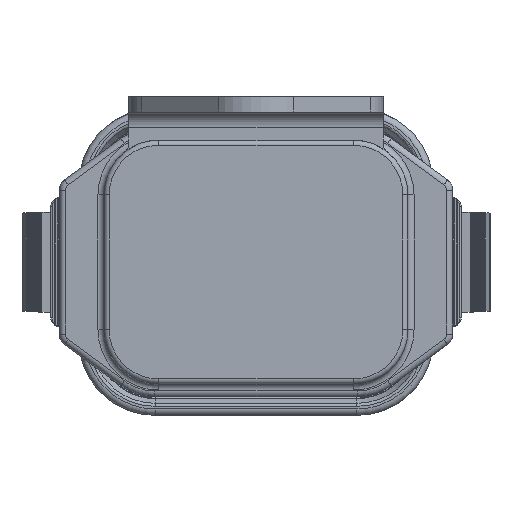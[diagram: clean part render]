
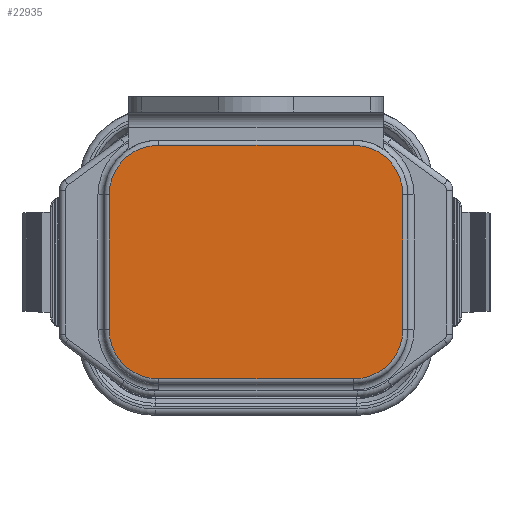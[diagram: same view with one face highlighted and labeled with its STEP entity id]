
A CAD part, front view. The second image highlights one B-rep face of the part: STEP entity #22935.
In plain terms, the highlighted planar face has unit normal (0, -1, 0).
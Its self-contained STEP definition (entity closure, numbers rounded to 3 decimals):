
#3799=DIRECTION('',(0.,0.,1.));
#3800=VECTOR('',#3799,15.7);
#3801=CARTESIAN_POINT('',(17.1,0.2,-7.85));
#3802=LINE('',#3801,#3800);
#3853=DIRECTION('',(1.,0.,0.));
#3854=VECTOR('',#3853,22.7);
#3855=CARTESIAN_POINT('',(-11.35,0.2,-13.6));
#3856=LINE('',#3855,#3854);
#3907=DIRECTION('',(0.,0.,-1.));
#3908=VECTOR('',#3907,15.7);
#3909=CARTESIAN_POINT('',(-17.1,0.2,7.85));
#3910=LINE('',#3909,#3908);
#4075=CARTESIAN_POINT('',(11.35,0.2,-7.85));
#4076=DIRECTION('',(0.,1.,0.));
#4077=DIRECTION('',(1.,0.,0.));
#4078=AXIS2_PLACEMENT_3D('',#4075,#4076,#4077);
#4080=CARTESIAN_POINT('',(-11.35,0.2,-7.85));
#4081=DIRECTION('',(0.,1.,0.));
#4082=DIRECTION('',(0.,0.,-1.));
#4083=AXIS2_PLACEMENT_3D('',#4080,#4081,#4082);
#4085=CARTESIAN_POINT('',(-11.35,0.2,7.85));
#4086=DIRECTION('',(0.,1.,0.));
#4087=DIRECTION('',(-1.,0.,0.));
#4088=AXIS2_PLACEMENT_3D('',#4085,#4086,#4087);
#4090=CARTESIAN_POINT('',(11.35,0.2,7.85));
#4091=DIRECTION('',(0.,1.,0.));
#4092=DIRECTION('',(0.,0.,1.));
#4093=AXIS2_PLACEMENT_3D('',#4090,#4091,#4092);
#4099=DIRECTION('',(-1.,0.,0.));
#4100=VECTOR('',#4099,22.7);
#4101=CARTESIAN_POINT('',(11.35,0.2,13.6));
#4102=LINE('',#4101,#4100);
#15343=CARTESIAN_POINT('',(-17.1,0.2,7.85));
#15344=VERTEX_POINT('',#15343);
#15345=CARTESIAN_POINT('',(-17.1,0.2,-7.85));
#15346=VERTEX_POINT('',#15345);
#15349=CARTESIAN_POINT('',(-11.35,0.2,13.6));
#15350=VERTEX_POINT('',#15349);
#15407=CARTESIAN_POINT('',(-11.35,0.2,-13.6));
#15408=VERTEX_POINT('',#15407);
#15409=CARTESIAN_POINT('',(17.1,0.2,-7.85));
#15410=CARTESIAN_POINT('',(17.1,0.2,7.85));
#15411=VERTEX_POINT('',#15409);
#15412=VERTEX_POINT('',#15410);
#15413=CARTESIAN_POINT('',(11.35,0.2,-13.6));
#15414=VERTEX_POINT('',#15413);
#15415=CARTESIAN_POINT('',(11.35,0.2,13.6));
#15416=VERTEX_POINT('',#15415);
#22919=CARTESIAN_POINT('',(0.,0.2,0.));
#22920=DIRECTION('',(0.,-1.,0.));
#22921=DIRECTION('',(1.,0.,0.));
#22922=AXIS2_PLACEMENT_3D('',#22919,#22920,#22921);
#22923=PLANE('',#22922);
#22924=ORIENTED_EDGE('',*,*,#22549,.F.);
#22925=ORIENTED_EDGE('',*,*,#22565,.T.);
#22926=ORIENTED_EDGE('',*,*,#22634,.F.);
#22927=ORIENTED_EDGE('',*,*,#22649,.T.);
#22928=ORIENTED_EDGE('',*,*,#22718,.F.);
#22929=ORIENTED_EDGE('',*,*,#22733,.T.);
#22931=ORIENTED_EDGE('',*,*,#22930,.F.);
#22932=ORIENTED_EDGE('',*,*,#22911,.T.);
#22933=EDGE_LOOP('',(#22924,#22925,#22926,#22927,#22928,#22929,#22931,#22932));
#22934=FACE_OUTER_BOUND('',#22933,.F.);
#22935=ADVANCED_FACE('',(#22934),#22923,.T.);
#4079=CIRCLE('',#4078,5.75);
#4084=CIRCLE('',#4083,5.75);
#4089=CIRCLE('',#4088,5.75);
#4094=CIRCLE('',#4093,5.75);
#22549=EDGE_CURVE('',#15411,#15412,#3802,.T.);
#22565=EDGE_CURVE('',#15411,#15414,#4079,.T.);
#22634=EDGE_CURVE('',#15408,#15414,#3856,.T.);
#22649=EDGE_CURVE('',#15408,#15346,#4084,.T.);
#22718=EDGE_CURVE('',#15344,#15346,#3910,.T.);
#22733=EDGE_CURVE('',#15344,#15350,#4089,.T.);
#22911=EDGE_CURVE('',#15416,#15412,#4094,.T.);
#22930=EDGE_CURVE('',#15416,#15350,#4102,.T.);
